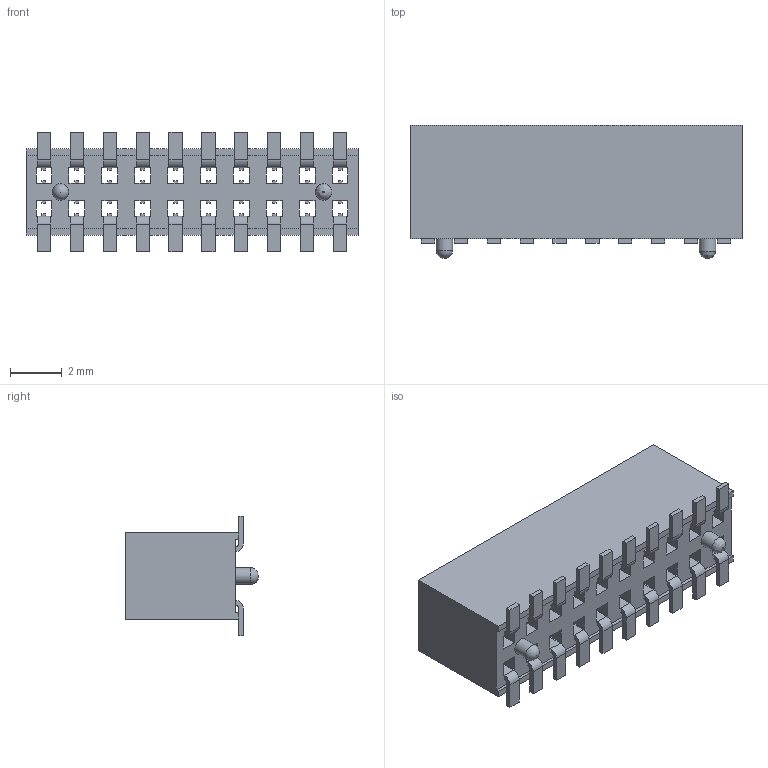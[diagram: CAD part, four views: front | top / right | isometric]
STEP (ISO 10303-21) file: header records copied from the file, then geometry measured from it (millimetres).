
FILE_DESCRIPTION( ( 'STEP AP214' ), '1' );
FILE_NAME( 'FLE-110-01-G-DV-A.stp', '2019-06-12T09:02:42', ( '' ), ( '' ), ' ', 'PARTsolutions', ' ' );
FILE_SCHEMA( ( 'AUTOMOTIVE_DESIGN { 1 0 10303 214 1 1 1 1 }' ) );
Length unit declared in the file: inch
Products named in the file (3): FLE-110-01-G-DV-A; _FLE-110-01-DV-A_socket; _C-96-01-10-DV
Assembly tree (2 placements, depth 2):
  FLE-110-01-G-DV-A
    _FLE-110-01-DV-A_socket
    _C-96-01-10-DV
Bounding box: 12.81 x 5.13 x 4.59 mm (x, y, z)
Volume: 200.9 mm3; surface area: 844.1 mm2
Topology: 2 solids, 2 shells, 608 faces, 1701 edges, 1107 vertices
Faces by surface type: plane 546, cylinder 60, bspline 1, sphere 1
Full cylindrical faces by diameter (mm): 0.381 x9, 0.508 x9, 0.635 x2
Entity records: 24151 total; most frequent: CARTESIAN_POINT 3421, ORIENTED_EDGE 3354, DIRECTION 3018, EDGE_CURVE 1677, LINE 1556, VECTOR 1556, VERTEX_POINT 1106, EDGE_LOOP 738
